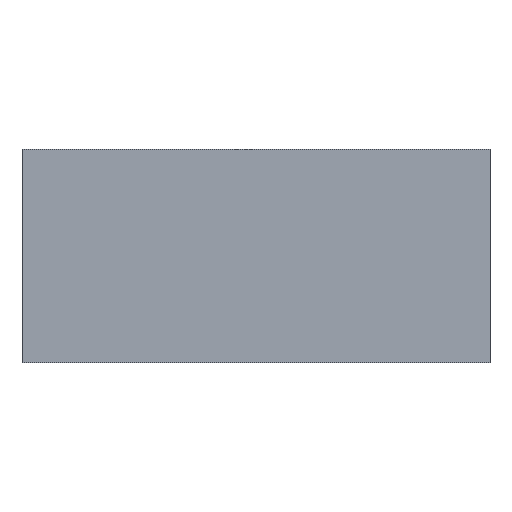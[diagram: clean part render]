
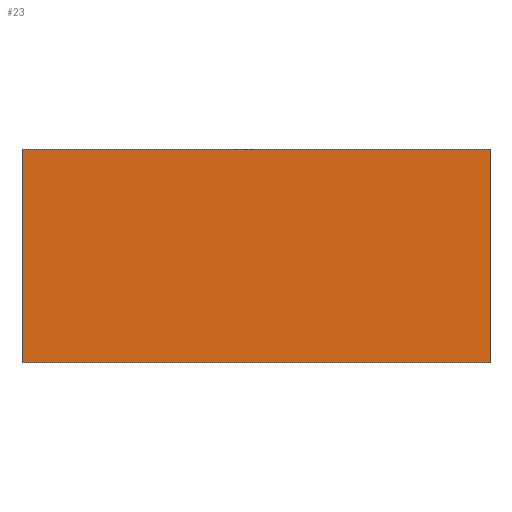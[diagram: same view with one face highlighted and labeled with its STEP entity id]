
A CAD part, left-side view. The second image highlights one B-rep face of the part: STEP entity #23.
In plain terms, the highlighted planar face has unit normal (-1, 0, 0).
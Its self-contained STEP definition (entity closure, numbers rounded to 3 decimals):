
#7 = ORIENTED_EDGE ( 'NONE', *, *, #115, .F. ) ;
#11 = ORIENTED_EDGE ( 'NONE', *, *, #196, .F. ) ;
#17 = VERTEX_POINT ( 'NONE', #95 ) ;
#20 = CARTESIAN_POINT ( 'NONE',  ( 0., -14.25, -6.5 ) ) ;
#23 = ADVANCED_FACE ( 'NONE', ( #127 ), #64, .T. ) ;
#24 = CARTESIAN_POINT ( 'NONE',  ( 0., 14.25, 6.5 ) ) ;
#26 = CARTESIAN_POINT ( 'NONE',  ( 0., -14.25, 6.5 ) ) ;
#30 = CARTESIAN_POINT ( 'NONE',  ( 0., 14.25, 6.5 ) ) ;
#34 = VECTOR ( 'NONE', #108, 1000. ) ;
#38 = VECTOR ( 'NONE', #129, 1000. ) ;
#42 = VERTEX_POINT ( 'NONE', #24 ) ;
#59 = VERTEX_POINT ( 'NONE', #20 ) ;
#64 = PLANE ( 'NONE',  #117 ) ;
#67 = VECTOR ( 'NONE', #109, 1000. ) ;
#73 = CARTESIAN_POINT ( 'NONE',  ( 0., -14.25, 6.5 ) ) ;
#76 = LINE ( 'NONE', #30, #38 ) ;
#86 = DIRECTION ( 'NONE',  ( 0., 0., -1. ) ) ;
#87 = VERTEX_POINT ( 'NONE', #200 ) ;
#95 = CARTESIAN_POINT ( 'NONE',  ( 0., 14.25, -6.5 ) ) ;
#106 = CARTESIAN_POINT ( 'NONE',  ( 0., 0., 0. ) ) ;
#107 = LINE ( 'NONE', #145, #34 ) ;
#108 = DIRECTION ( 'NONE',  ( 0., 1., 0. ) ) ;
#109 = DIRECTION ( 'NONE',  ( 0., -1., 0. ) ) ;
#115 = EDGE_CURVE ( 'NONE', #42, #87, #154, .T. ) ;
#117 = AXIS2_PLACEMENT_3D ( 'NONE', #106, #175, #195 ) ;
#123 = EDGE_LOOP ( 'NONE', ( #189, #11, #7, #138 ) ) ;
#125 = EDGE_CURVE ( 'NONE', #17, #42, #76, .T. ) ;
#127 = FACE_OUTER_BOUND ( 'NONE', #123, .T. ) ;
#129 = DIRECTION ( 'NONE',  ( 0., 0., 1. ) ) ;
#138 = ORIENTED_EDGE ( 'NONE', *, *, #125, .F. ) ;
#145 = CARTESIAN_POINT ( 'NONE',  ( 0., -14.25, -6.5 ) ) ;
#154 = LINE ( 'NONE', #73, #67 ) ;
#155 = VECTOR ( 'NONE', #86, 1000. ) ;
#175 = DIRECTION ( 'NONE',  ( -1., 0., 0. ) ) ;
#187 = EDGE_CURVE ( 'NONE', #59, #17, #107, .T. ) ;
#189 = ORIENTED_EDGE ( 'NONE', *, *, #187, .F. ) ;
#190 = LINE ( 'NONE', #26, #155 ) ;
#195 = DIRECTION ( 'NONE',  ( 0., 0., 1. ) ) ;
#196 = EDGE_CURVE ( 'NONE', #87, #59, #190, .T. ) ;
#200 = CARTESIAN_POINT ( 'NONE',  ( 0., -14.25, 6.5 ) ) ;
